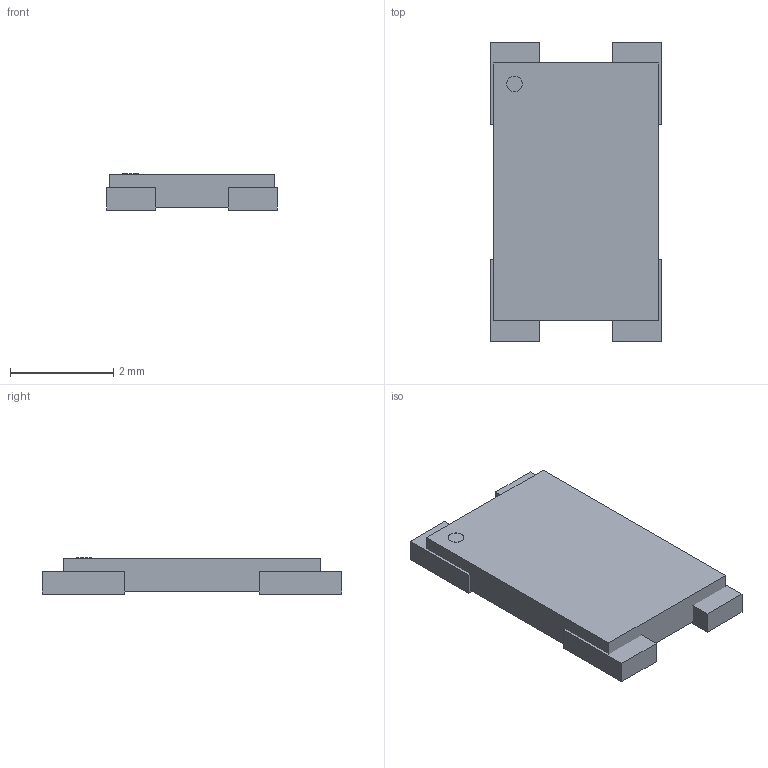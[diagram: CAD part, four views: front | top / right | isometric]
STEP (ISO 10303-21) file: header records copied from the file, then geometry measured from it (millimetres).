
FILE_DESCRIPTION(('STEP AP214'),'1');
FILE_NAME('Crystal4','2017-11-07T12:44:16',(''),(''),'','','');
FILE_SCHEMA(('AUTOMOTIVE_DESIGN'));
Length unit declared in the file: millimetre
Products named in the file (1): product
Bounding box: 3.3 x 5.8 x 0.7 mm (x, y, z)
Volume: 0 mm3; surface area: 63.7 mm2
Topology: 1 solids, 31 shells, 33 faces, 123 edges, 122 vertices
Faces by surface type: plane 32, cylinder 1
Full cylindrical faces by diameter (mm): 0.305 x1
Entity records: 1471 total; most frequent: CARTESIAN_POINT 279, VERTEX_POINT 242, DIRECTION 194, ORIENTED_EDGE 124, EDGE_CURVE 122, LINE 120, VECTOR 120, AXIS2_PLACEMENT_3D 37
